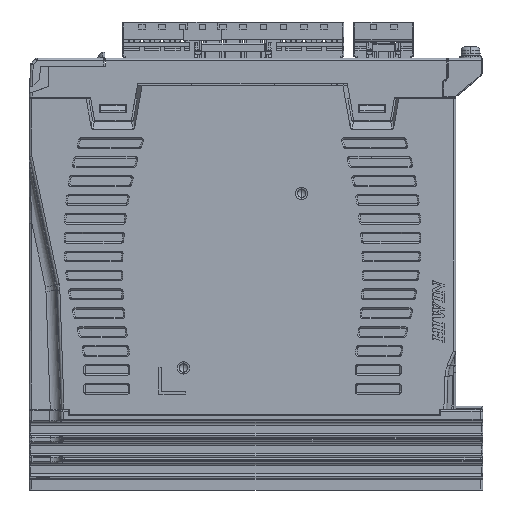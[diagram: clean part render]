
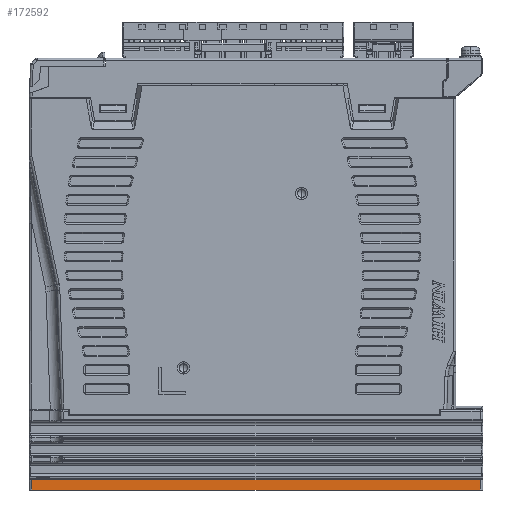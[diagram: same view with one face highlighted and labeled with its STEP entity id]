
A CAD part, left-side view. The second image highlights one B-rep face of the part: STEP entity #172592.
In plain terms, the highlighted planar face has unit normal (-1, 0, 0).
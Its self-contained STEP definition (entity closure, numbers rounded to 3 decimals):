
#13111 = DIRECTION ( 'NONE',  ( 0., 1., 0. ) ) ;
#13611 = FACE_OUTER_BOUND ( 'NONE', #58976, .T. ) ;
#15615 = AXIS2_PLACEMENT_3D ( 'NONE', #25652, #68316, #167101 ) ;
#25652 = CARTESIAN_POINT ( 'NONE',  ( 0., -84., -2.5 ) ) ;
#26964 = DIRECTION ( 'NONE',  ( 0., 0., 1. ) ) ;
#30698 = CARTESIAN_POINT ( 'NONE',  ( 0., -84., -5. ) ) ;
#35235 = EDGE_CURVE ( 'NONE', #58378, #40299, #149013, .T. ) ;
#40299 = VERTEX_POINT ( 'NONE', #160500 ) ;
#48698 = CARTESIAN_POINT ( 'NONE',  ( 0., -83., -1.221 ) ) ;
#50625 = EDGE_CURVE ( 'NONE', #59487, #157571, #170551, .T. ) ;
#58378 = VERTEX_POINT ( 'NONE', #160352 ) ;
#58976 = EDGE_LOOP ( 'NONE', ( #178214, #179366, #176301, #172579 ) ) ;
#59487 = VERTEX_POINT ( 'NONE', #116465 ) ;
#68316 = DIRECTION ( 'NONE',  ( 1., 0., 0. ) ) ;
#83636 = CARTESIAN_POINT ( 'NONE',  ( 0., -84., -1.221 ) ) ;
#87673 = CARTESIAN_POINT ( 'NONE',  ( 0., -83., -2.5 ) ) ;
#88525 = EDGE_CURVE ( 'NONE', #157571, #58378, #136253, .T. ) ;
#98561 = VECTOR ( 'NONE', #13111, 1000. ) ;
#103062 = DIRECTION ( 'NONE',  ( 0., 0., -1. ) ) ;
#107564 = LINE ( 'NONE', #30698, #173831 ) ;
#111418 = VECTOR ( 'NONE', #103062, 1000. ) ;
#116465 = CARTESIAN_POINT ( 'NONE',  ( 0., -83., -5. ) ) ;
#116668 = CARTESIAN_POINT ( 'NONE',  ( 0., 83., -5. ) ) ;
#136253 = LINE ( 'NONE', #83636, #98561 ) ;
#137052 = EDGE_CURVE ( 'NONE', #59487, #40299, #107564, .T. ) ;
#143786 = DIRECTION ( 'NONE',  ( 0., 1., 0. ) ) ;
#149013 = LINE ( 'NONE', #116668, #111418 ) ;
#152960 = PLANE ( 'NONE',  #15615 ) ;
#157571 = VERTEX_POINT ( 'NONE', #48698 ) ;
#160352 = CARTESIAN_POINT ( 'NONE',  ( 0., 83., -1.221 ) ) ;
#160500 = CARTESIAN_POINT ( 'NONE',  ( 0., 83., -5. ) ) ;
#161733 = VECTOR ( 'NONE', #26964, 1000. ) ;
#167101 = DIRECTION ( 'NONE',  ( 0., 0., 1. ) ) ;
#170551 = LINE ( 'NONE', #87673, #161733 ) ;
#172579 = ORIENTED_EDGE ( 'NONE', *, *, #137052, .F. ) ;
#172592 = ADVANCED_FACE ( 'NONE', ( #13611 ), #152960, .F. ) ;
#173831 = VECTOR ( 'NONE', #143786, 1000. ) ;
#176301 = ORIENTED_EDGE ( 'NONE', *, *, #35235, .T. ) ;
#178214 = ORIENTED_EDGE ( 'NONE', *, *, #50625, .T. ) ;
#179366 = ORIENTED_EDGE ( 'NONE', *, *, #88525, .T. ) ;
